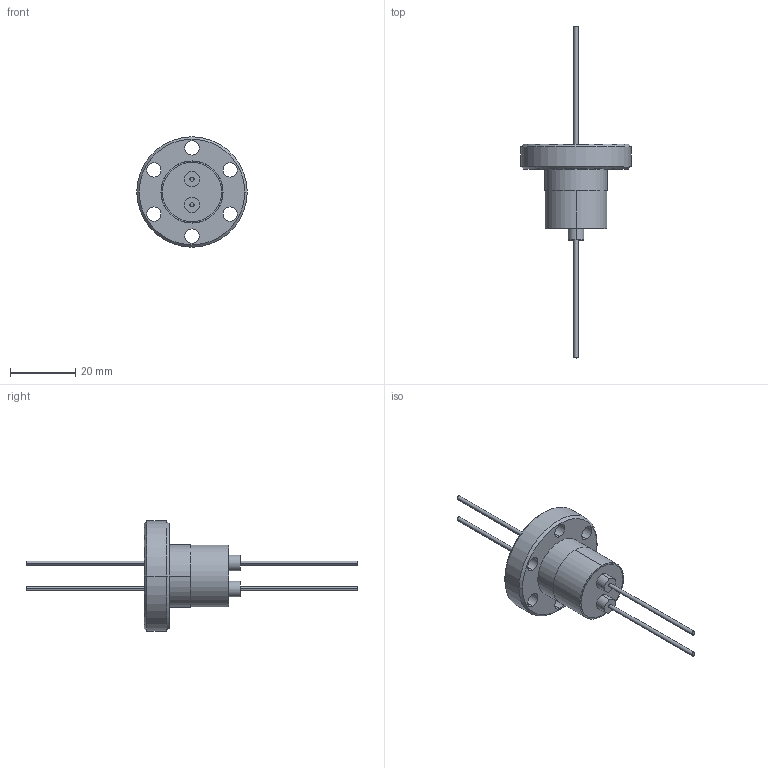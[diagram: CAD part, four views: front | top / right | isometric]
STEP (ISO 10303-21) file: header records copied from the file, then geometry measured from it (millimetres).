
FILE_DESCRIPTION (( 'STEP AP203' ), '1' );
FILE_NAME ('A0261-1-CF.STEP', '2019-11-05T21:05:09', ( '' ), ( '' ), 'SwSTEP 2.0', 'SolidWorks 2019', '' );
FILE_SCHEMA (( 'CONFIG_CONTROL_DESIGN' ));
Length unit declared in the file: inch
Products named in the file (1): A0261-1-CF
Bounding box: 33.78 x 101.6 x 33.78 mm (x, y, z)
Volume: 6552.5 mm3; surface area: 6576.8 mm2
Topology: 1 solids, 1 shells, 76 faces, 162 edges, 104 vertices
Faces by surface type: cylinder 48, plane 18, cone 6, torus 4
Entity records: 2201 total; most frequent: DIRECTION 424, CARTESIAN_POINT 343, ORIENTED_EDGE 324, AXIS2_PLACEMENT_3D 185, EDGE_CURVE 162, CIRCLE 108, EDGE_LOOP 104, VERTEX_POINT 104
